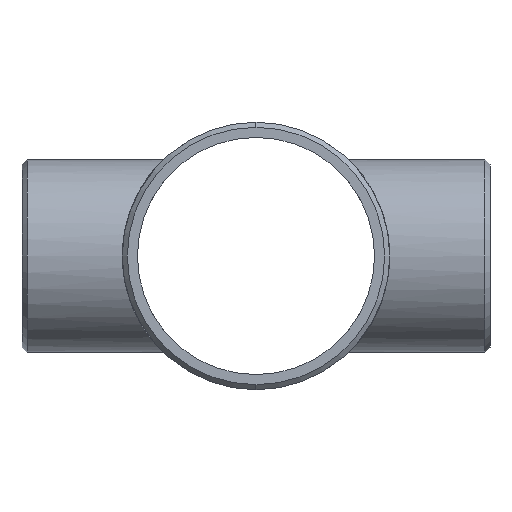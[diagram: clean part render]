
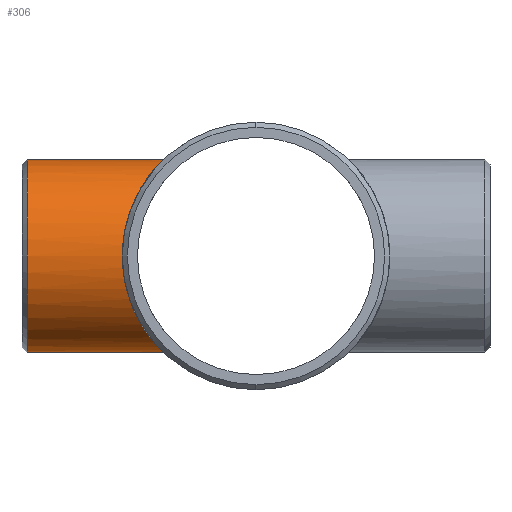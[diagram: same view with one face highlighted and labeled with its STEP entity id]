
A CAD part, left-side view. The second image highlights one B-rep face of the part: STEP entity #306.
In plain terms, the highlighted cylindrical face has radius 36.576 mm (diameter 73.152 mm), a partial arc.
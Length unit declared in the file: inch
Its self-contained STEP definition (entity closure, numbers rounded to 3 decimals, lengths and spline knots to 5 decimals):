
#1 = CARTESIAN_POINT ( 'NONE',  ( -1.0756, 1.75589, -0.95771 ) ) ;
#59 = DIRECTION ( 'NONE',  ( 0., -1., 0. ) ) ;
#73 = CARTESIAN_POINT ( 'NONE',  ( -0.19602, 1.3987, -1.42982 ) ) ;
#82 = CARTESIAN_POINT ( 'NONE',  ( -0.76549, 1.58471, -1.22053 ) ) ;
#89 = CARTESIAN_POINT ( 'NONE',  ( -1.42698, 1.99064, -0.19935 ) ) ;
#93 = CARTESIAN_POINT ( 'NONE',  ( -1.07738, 1.75688, 0.95652 ) ) ;
#98 = CARTESIAN_POINT ( 'NONE',  ( -1.43033, 1.993, 0.19324 ) ) ;
#110 = ORIENTED_EDGE ( 'NONE', *, *, #1001, .T. ) ;
#113 = CARTESIAN_POINT ( 'NONE',  ( -0.19542, 1.40143, 1.42689 ) ) ;
#134 = DIRECTION ( 'NONE',  ( 0., -1., 0. ) ) ;
#177 = CARTESIAN_POINT ( 'NONE',  ( -0.47456, 1.46619, -1.36039 ) ) ;
#186 = CARTESIAN_POINT ( 'NONE',  ( -0.87876, 1.64145, -1.1444 ) ) ;
#191 = CARTESIAN_POINT ( 'NONE',  ( -0.40642, 1.44607, -1.38166 ) ) ;
#196 = CARTESIAN_POINT ( 'NONE',  ( -0.3369, 1.42808, -1.40024 ) ) ;
#210 = CARTESIAN_POINT ( 'NONE',  ( -0.72801, 1.56687, 1.24327 ) ) ;
#215 = CARTESIAN_POINT ( 'NONE',  ( 0., 3.42467, -1.44 ) ) ;
#216 = CARTESIAN_POINT ( 'NONE',  ( -0.38676, 1.43782, 1.39048 ) ) ;
#228 = CIRCLE ( 'NONE', #1066, 1.44 ) ;
#277 = CARTESIAN_POINT ( 'NONE',  ( -1.13482, 1.79267, -0.88763 ) ) ;
#283 = CARTESIAN_POINT ( 'NONE',  ( -1.34061, 1.92966, -0.52625 ) ) ;
#289 = CARTESIAN_POINT ( 'NONE',  ( -0.09949, 1.38795, -1.44 ) ) ;
#294 = CARTESIAN_POINT ( 'NONE',  ( -1.43469, 1.99618, -0.126 ) ) ;
#306 = ADVANCED_FACE ( 'NONE', ( #1249 ), #592, .T. ) ;
#318 = CARTESIAN_POINT ( 'NONE',  ( -0.26795, 1.41338, 1.41506 ) ) ;
#327 = CARTESIAN_POINT ( 'NONE',  ( 0., 1.38795, 1.44 ) ) ;
#332 = ORIENTED_EDGE ( 'NONE', *, *, #1077, .T. ) ;
#384 = CARTESIAN_POINT ( 'NONE',  ( -1.38799, 1.96288, 0.38428 ) ) ;
#389 = CARTESIAN_POINT ( 'NONE',  ( -1.02894, 1.7277, -1.00767 ) ) ;
#393 = CARTESIAN_POINT ( 'NONE',  ( -1.4194, 1.98521, -0.24751 ) ) ;
#397 = CARTESIAN_POINT ( 'NONE',  ( -1.43664, 1.99759, -0.10133 ) ) ;
#422 = B_SPLINE_CURVE_WITH_KNOTS ( 'NONE', 3,
 ( #783, #289, #73, #778, #196, #880, #191, #177, #977, #1072, #1158, #1068, #82, #186, #683, #389, #1166, #1, #1177, #277, #874, #871, #669, #594, #283, #1252, #1059, #589, #578, #393, #89, #294, #397, #959, #1270, #494, #98, #675, #483, #384, #497, #788, #663, #573, #973, #489, #476, #1265, #1172, #93, #862, #508, #618, #1197, #210, #1004, #1095, #914, #216, #318, #521, #113, #992, #515, #1108, #428 ),
 .UNSPECIFIED., .F., .F.,
 ( 4, 2, 2, 2, 2, 2, 2, 2, 2, 2, 2, 2, 2, 2, 2, 2, 2, 2, 2, 2, 2, 2, 2, 2, 2, 2, 2, 2, 2, 2, 2, 2, 4 ),
 ( 0., 0.00743, 0.00929, 0.01115, 0.01487, 0.01858, 0.0223, 0.02973, 0.03159, 0.03345, 0.03717, 0.0446, 0.04646, 0.04832, 0.05203, 0.05575, 0.05761, 0.05947, 0.0669, 0.06876, 0.07062, 0.07434, 0.07805, 0.08177, 0.08549, 0.0892, 0.09664, 0.10035, 0.10407, 0.1115, 0.11336, 0.11522, 0.11894 ),
 .UNSPECIFIED. ) ;
#428 = CARTESIAN_POINT ( 'NONE',  ( 0., 1.38795, 1.44 ) ) ;
#476 = CARTESIAN_POINT ( 'NONE',  ( -1.21549, 1.84484, 0.77351 ) ) ;
#478 = EDGE_LOOP ( 'NONE', ( #952, #332, #1222, #110 ) ) ;
#482 = AXIS2_PLACEMENT_3D ( 'NONE', #1171, #1050, #571 ) ;
#483 = CARTESIAN_POINT ( 'NONE',  ( -1.40019, 1.97153, 0.33712 ) ) ;
#489 = CARTESIAN_POINT ( 'NONE',  ( -1.23988, 1.86102, 0.73385 ) ) ;
#494 = CARTESIAN_POINT ( 'NONE',  ( -1.44016, 2.00012, 0.09604 ) ) ;
#497 = CARTESIAN_POINT ( 'NONE',  ( -1.38133, 1.95818, 0.40755 ) ) ;
#508 = CARTESIAN_POINT ( 'NONE',  ( -0.94918, 1.68066, 1.08674 ) ) ;
#515 = CARTESIAN_POINT ( 'NONE',  ( -0.09819, 1.39058, 1.43748 ) ) ;
#521 = CARTESIAN_POINT ( 'NONE',  ( -0.24378, 1.40899, 1.41943 ) ) ;
#554 = CARTESIAN_POINT ( 'NONE',  ( 0., 3.5, 1.44 ) ) ;
#571 = DIRECTION ( 'NONE',  ( 0., 0., -1. ) ) ;
#573 = CARTESIAN_POINT ( 'NONE',  ( -1.30597, 1.90572, 0.60852 ) ) ;
#578 = CARTESIAN_POINT ( 'NONE',  ( -1.39953, 1.97105, -0.34243 ) ) ;
#581 = EDGE_CURVE ( 'NONE', #1199, #1041, #989, .T. ) ;
#587 = VECTOR ( 'NONE', #905, 39.37008 ) ;
#589 = CARTESIAN_POINT ( 'NONE',  ( -1.38725, 1.96234, -0.38919 ) ) ;
#592 = CYLINDRICAL_SURFACE ( 'NONE', #482, 1.44 ) ;
#594 = CARTESIAN_POINT ( 'NONE',  ( -1.33172, 1.92349, -0.54835 ) ) ;
#618 = CARTESIAN_POINT ( 'NONE',  ( -0.87943, 1.64182, 1.14385 ) ) ;
#663 = CARTESIAN_POINT ( 'NONE',  ( -1.34319, 1.93142, 0.52123 ) ) ;
#669 = CARTESIAN_POINT ( 'NONE',  ( -1.2849, 1.8912, -0.65694 ) ) ;
#675 = CARTESIAN_POINT ( 'NONE',  ( -1.40575, 1.97548, 0.31317 ) ) ;
#683 = CARTESIAN_POINT ( 'NONE',  ( -0.94841, 1.68023, -1.08735 ) ) ;
#708 = VERTEX_POINT ( 'NONE', #327 ) ;
#778 = CARTESIAN_POINT ( 'NONE',  ( -0.31355, 1.42274, -1.40565 ) ) ;
#783 = CARTESIAN_POINT ( 'NONE',  ( 0., 1.38795, -1.44 ) ) ;
#788 = CARTESIAN_POINT ( 'NONE',  ( -1.35974, 1.94298, 0.47647 ) ) ;
#857 = EDGE_CURVE ( 'NONE', #969, #708, #1031, .T. ) ;
#862 = CARTESIAN_POINT ( 'NONE',  ( -1.04649, 1.73806, 0.99022 ) ) ;
#871 = CARTESIAN_POINT ( 'NONE',  ( -1.24004, 1.86079, -0.73777 ) ) ;
#874 = CARTESIAN_POINT ( 'NONE',  ( -1.16242, 1.81032, -0.85116 ) ) ;
#880 = CARTESIAN_POINT ( 'NONE',  ( -0.3833, 1.43973, -1.38826 ) ) ;
#884 = CARTESIAN_POINT ( 'NONE',  ( 0., 3.5, -1.44 ) ) ;
#887 = CARTESIAN_POINT ( 'NONE',  ( 0., 1.38795, -1.44 ) ) ;
#905 = DIRECTION ( 'NONE',  ( 0., -1., 0. ) ) ;
#914 = CARTESIAN_POINT ( 'NONE',  ( -0.47656, 1.46533, 1.36205 ) ) ;
#952 = ORIENTED_EDGE ( 'NONE', *, *, #857, .F. ) ;
#959 = CARTESIAN_POINT ( 'NONE',  ( -1.43928, 1.99948, -0.05176 ) ) ;
#966 = VECTOR ( 'NONE', #59, 39.37008 ) ;
#969 = VERTEX_POINT ( 'NONE', #1136 ) ;
#973 = CARTESIAN_POINT ( 'NONE',  ( -1.28525, 1.89156, 0.65112 ) ) ;
#977 = CARTESIAN_POINT ( 'NONE',  ( -0.51853, 1.48111, -1.3442 ) ) ;
#989 = LINE ( 'NONE', #884, #587 ) ;
#992 = CARTESIAN_POINT ( 'NONE',  ( -0.17117, 1.39825, 1.43 ) ) ;
#1001 = EDGE_CURVE ( 'NONE', #1041, #708, #422, .T. ) ;
#1004 = CARTESIAN_POINT ( 'NONE',  ( -0.6473, 1.53104, 1.28714 ) ) ;
#1031 = LINE ( 'NONE', #554, #966 ) ;
#1041 = VERTEX_POINT ( 'NONE', #887 ) ;
#1050 = DIRECTION ( 'NONE',  ( 0., -1., 0. ) ) ;
#1059 = CARTESIAN_POINT ( 'NONE',  ( -1.36534, 1.94693, -0.45829 ) ) ;
#1066 = AXIS2_PLACEMENT_3D ( 'NONE', #1188, #134, #1207 ) ;
#1068 = CARTESIAN_POINT ( 'NONE',  ( -0.72613, 1.566, -1.24436 ) ) ;
#1072 = CARTESIAN_POINT ( 'NONE',  ( -0.60397, 1.51314, -1.30804 ) ) ;
#1077 = EDGE_CURVE ( 'NONE', #969, #1199, #228, .T. ) ;
#1095 = CARTESIAN_POINT ( 'NONE',  ( -0.60526, 1.51366, 1.30745 ) ) ;
#1108 = CARTESIAN_POINT ( 'NONE',  ( -0.04925, 1.38795, 1.44 ) ) ;
#1136 = CARTESIAN_POINT ( 'NONE',  ( 0., 3.42467, 1.44 ) ) ;
#1158 = CARTESIAN_POINT ( 'NONE',  ( -0.64543, 1.53025, -1.28807 ) ) ;
#1166 = CARTESIAN_POINT ( 'NONE',  ( -1.04472, 1.73715, -0.99131 ) ) ;
#1171 = CARTESIAN_POINT ( 'NONE',  ( 0., 3.5, 0. ) ) ;
#1172 = CARTESIAN_POINT ( 'NONE',  ( -1.13585, 1.79333, 0.8863 ) ) ;
#1177 = CARTESIAN_POINT ( 'NONE',  ( -1.09075, 1.76522, -0.94043 ) ) ;
#1188 = CARTESIAN_POINT ( 'NONE',  ( 0., 3.42467, 0. ) ) ;
#1197 = CARTESIAN_POINT ( 'NONE',  ( -0.76687, 1.58538, 1.21966 ) ) ;
#1199 = VERTEX_POINT ( 'NONE', #215 ) ;
#1207 = DIRECTION ( 'NONE',  ( 0., 0., 1. ) ) ;
#1222 = ORIENTED_EDGE ( 'NONE', *, *, #581, .T. ) ;
#1249 = FACE_OUTER_BOUND ( 'NONE', #478, .T. ) ;
#1252 = CARTESIAN_POINT ( 'NONE',  ( -1.35742, 1.94138, -0.48123 ) ) ;
#1265 = CARTESIAN_POINT ( 'NONE',  ( -1.16347, 1.81099, 0.84974 ) ) ;
#1270 = CARTESIAN_POINT ( 'NONE',  ( -1.43996, 1.99997, -0.02706 ) ) ;
